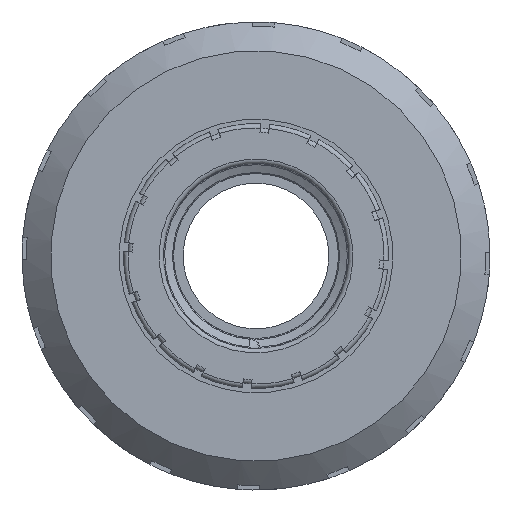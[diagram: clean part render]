
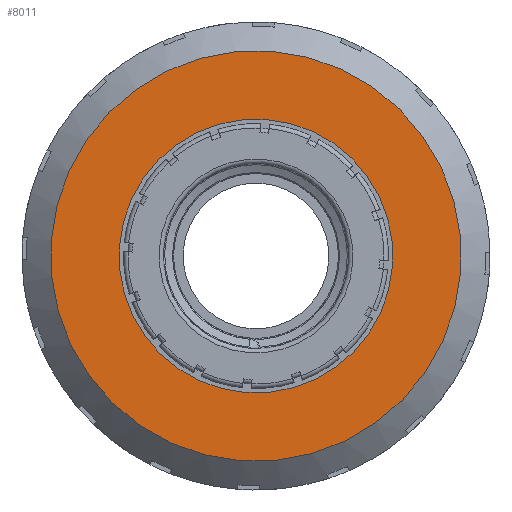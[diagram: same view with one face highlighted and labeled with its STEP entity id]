
A CAD part, left-side view. The second image highlights one B-rep face of the part: STEP entity #8011.
In plain terms, the highlighted planar face has unit normal (-1, 0, 0).
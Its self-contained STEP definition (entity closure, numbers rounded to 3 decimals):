
#5435 = VERTEX_POINT ( 'NONE', #5438 ) ;
#5438 = CARTESIAN_POINT ( 'NONE',  ( 0., 0., -23.25 ) ) ;
#5449 = VERTEX_POINT ( 'NONE', #5452 ) ;
#5452 = CARTESIAN_POINT ( 'NONE',  ( 0., 0., -15.5 ) ) ;
#8011 = ADVANCED_FACE ( 'NONE', ( #14838, #14834 ), #14839, .T. ) ;
#8413 = ORIENTED_EDGE ( 'NONE', *, *, #11323, .F. ) ;
#8414 = ORIENTED_EDGE ( 'NONE', *, *, #12605, .T. ) ;
#11323 = EDGE_CURVE ( 'NONE', #5435, #5435, #19992, .T. ) ;
#12156 = EDGE_LOOP ( 'NONE', ( #8414 ) ) ;
#12274 = EDGE_LOOP ( 'NONE', ( #8413 ) ) ;
#12605 = EDGE_CURVE ( 'NONE', #5449, #5449, #21379, .T. ) ;
#14829 = CARTESIAN_POINT ( 'NONE',  ( 0., 15.5, 0. ) ) ;
#14834 = FACE_OUTER_BOUND ( 'NONE', #12274, .T. ) ;
#14838 = FACE_BOUND ( 'NONE', #12156, .T. ) ;
#14839 = PLANE ( 'NONE',  #19370 ) ;
#14841 = DIRECTION ( 'NONE',  ( -1., 0., 0. ) ) ;
#14842 = DIRECTION ( 'NONE',  ( 0., 0., 1. ) ) ;
#17395 = CARTESIAN_POINT ( 'NONE',  ( 0., 0., 0. ) ) ;
#17396 = DIRECTION ( 'NONE',  ( 1., 0., 0. ) ) ;
#17397 = DIRECTION ( 'NONE',  ( 0., 0., -1. ) ) ;
#19370 = AXIS2_PLACEMENT_3D ( 'NONE', #14829, #14841, #14842 ) ;
#19992 = CIRCLE ( 'NONE', #20117, 23.25 ) ;
#20117 = AXIS2_PLACEMENT_3D ( 'NONE', #17395, #17396, #17397 ) ;
#21376 = AXIS2_PLACEMENT_3D ( 'NONE', #22413, #22414, #22415 ) ;
#21379 = CIRCLE ( 'NONE', #21376, 15.5 ) ;
#22413 = CARTESIAN_POINT ( 'NONE',  ( 0., 0., 0. ) ) ;
#22414 = DIRECTION ( 'NONE',  ( 1., 0., 0. ) ) ;
#22415 = DIRECTION ( 'NONE',  ( 0., 0., -1. ) ) ;
